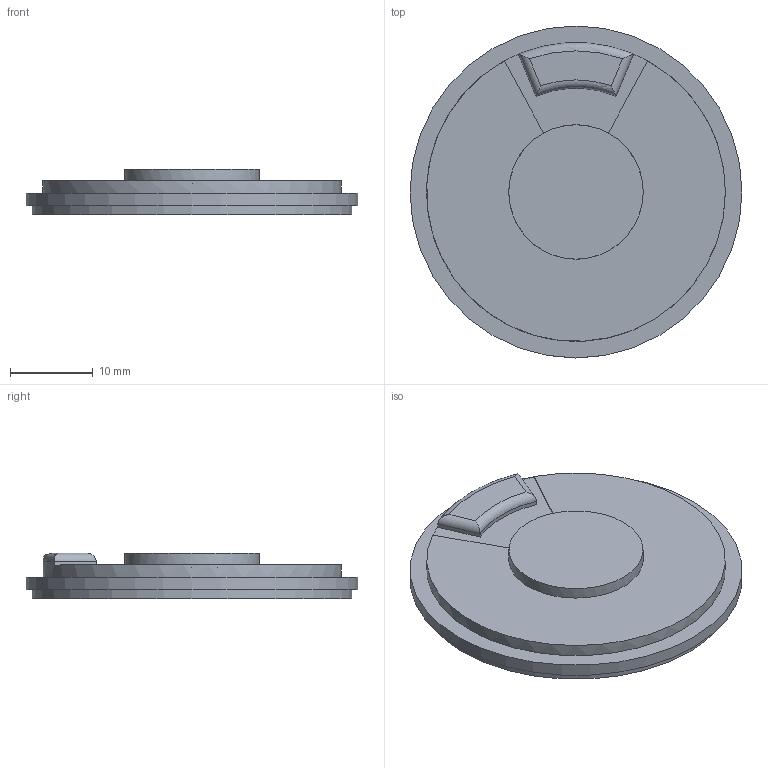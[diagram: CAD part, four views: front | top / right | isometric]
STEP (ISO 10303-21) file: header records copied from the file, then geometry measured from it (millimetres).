
FILE_DESCRIPTION(/* description */ ('Alibre Inc.'),/* implementation_level */ '2;1');
FILE_NAME(/* name */ 'export0',/* time_stamp */ '2018-08-23T06:44:42-05:00',/* author */ (''),/* organization */ (''),/* preprocessor_version */ 'ST-DEVELOPER v17',/* originating_system */ 'Alibre',/* authorisation */ '');
FILE_SCHEMA (('CONFIG_CONTROL_DESIGN'));
Length unit declared in the file: centimetre
Products named in the file (1): ID_1
Bounding box: 40 x 40 x 5.5 mm (x, y, z)
Volume: 1447.4 mm3; surface area: 6112.2 mm2
Topology: 1 solids, 1 shells, 185 faces, 525 edges, 350 vertices
Faces by surface type: plane 138, cylinder 43, torus 2, cone 2
Full cylindrical faces by diameter (mm): 1 x30, 15.8 x1, 16.2 x1, 35.5 x2, 35.6 x1, 36 x1, 38.5 x2, 39.6 x1, 40 x1
Entity records: 6315 total; most frequent: CARTESIAN_POINT 2154, ORIENTED_EDGE 884, DIRECTION 629, EDGE_CURVE 442, VERTEX_POINT 310, EDGE_LOOP 294, FACE_BOUND 294, AXIS2_PLACEMENT_3D 270
